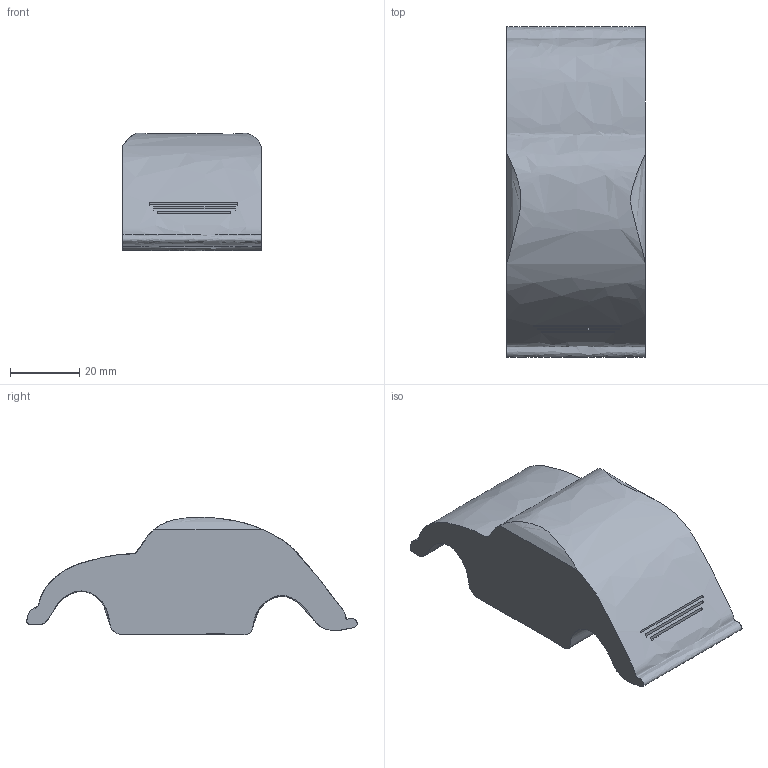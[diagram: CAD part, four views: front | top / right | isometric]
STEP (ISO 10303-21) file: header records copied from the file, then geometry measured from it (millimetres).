
FILE_DESCRIPTION(/* description */ (''),/* implementation_level */ '2;1');
FILE_NAME(/* name */ '5fd18d323404fa1517db32ef',/* time_stamp */ '2020-12-10T02:51:30+00:00',/* author */ (''),/* organization */ (''),/* preprocessor_version */ 'ST-DEVELOPER v16.7',/* originating_system */ $,/* authorisation */ $);
FILE_SCHEMA (('AUTOMOTIVE_DESIGN {1 0 10303 214 3 1 1}'));
Length unit declared in the file: metre
Products named in the file (1): chasis
Bounding box: 40 x 95.17 x 33.8 mm (x, y, z)
Volume: 69090.7 mm3; surface area: 13378.2 mm2
Topology: 1 solids, 1 shells, 20 faces, 44 edges, 29 vertices
Faces by surface type: plane 17, bspline 3
Entity records: 1305 total; most frequent: CARTESIAN_POINT 727, ORIENTED_EDGE 84, DIRECTION 68, EDGE_CURVE 42, LINE 32, VECTOR 32, VERTEX_POINT 28, EDGE_LOOP 24
